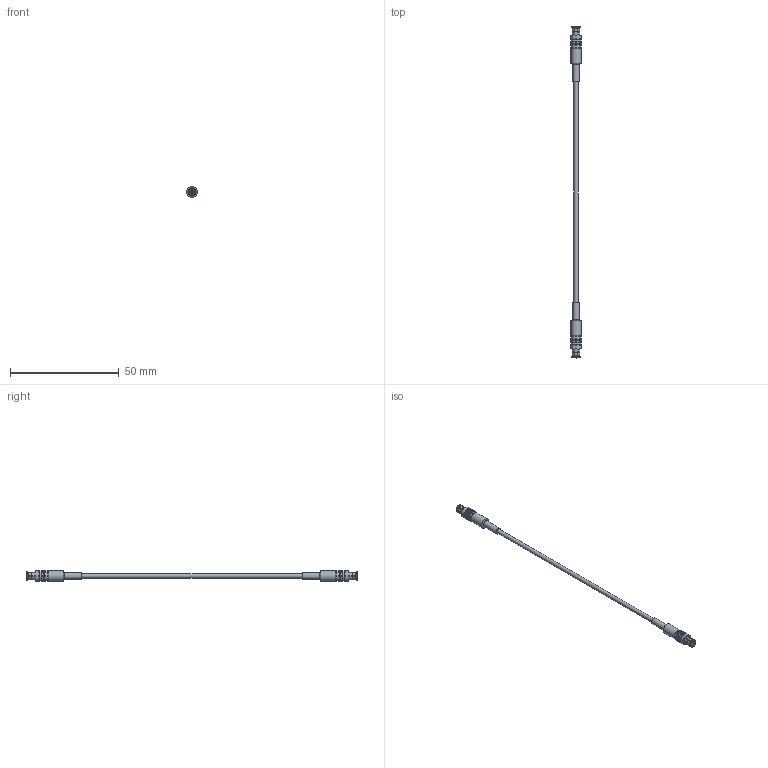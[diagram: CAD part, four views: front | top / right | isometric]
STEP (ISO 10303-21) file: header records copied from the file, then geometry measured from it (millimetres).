
FILE_DESCRIPTION(/* description */ ('Unknown'),/* implementation_level */ '2;1');
FILE_NAME(/* name */ '65506506515304',/* time_stamp */ '2019-04-30T13:31:41+02:00',/* author */ ('Unknown'),/* organization */ ('Unknown'),/* preprocessor_version */ 'ST-DEVELOPER v16.7',/* originating_system */ 'DEX',/* authorisation */ $);
FILE_SCHEMA (('AUTOMOTIVE_DESIGN {1 0 10303 214 3 1 1}'));
Length unit declared in the file: millimetre
Products named in the file (1): 65506506515304
Bounding box: 5 x 152.4 x 5 mm (x, y, z)
Volume: 933.1 mm3; surface area: 1537.5 mm2
Topology: 1 solids, 1 shells, 213 faces, 528 edges, 343 vertices
Faces by surface type: cylinder 79, plane 76, cone 58
Full cylindrical faces by diameter (mm): 0.5 x2, 0.96 x2, 1.96 x1, 2.04 x2, 2.5 x2, 2.96 x2, 3.4 x2, 4.6 x8, 4.7 x2, 5 x8
Entity records: 7647 total; most frequent: CARTESIAN_POINT 1306, DIRECTION 1016, ORIENTED_EDGE 948, EDGE_CURVE 474, AXIS2_PLACEMENT_3D 424, VERTEX_POINT 330, EDGE_LOOP 280, FACE_BOUND 280
